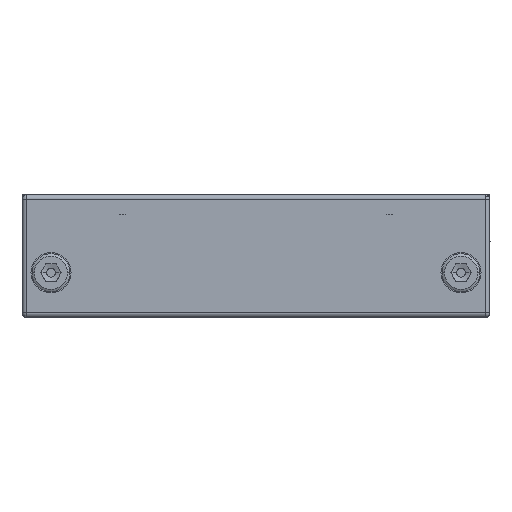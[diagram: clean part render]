
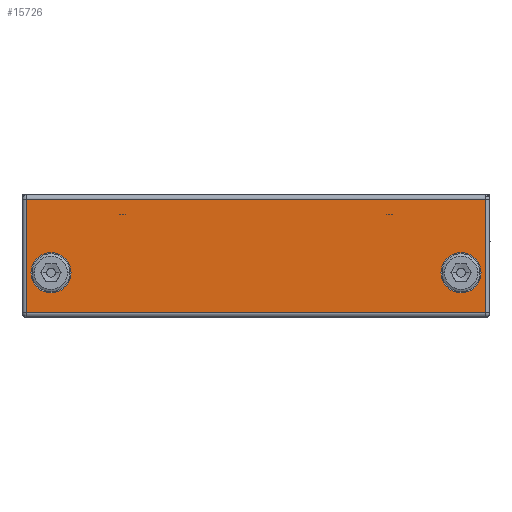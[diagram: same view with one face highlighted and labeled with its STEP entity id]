
A CAD part, left-side view. The second image highlights one B-rep face of the part: STEP entity #15726.
In plain terms, the highlighted planar face has unit normal (-1, 0, 0).
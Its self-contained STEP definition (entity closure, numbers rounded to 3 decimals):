
#14524=CARTESIAN_POINT('',(0.,41.5,10.));
#14525=VERTEX_POINT('',#14524);
#14534=CARTESIAN_POINT('',(0.,50.5,10.));
#14535=VERTEX_POINT('',#14534);
#14536=CARTESIAN_POINT('',(0.,46.0,10.));
#14537=DIRECTION('',(1.0,0.0,0.0));
#14538=DIRECTION('',(0.0,-1.0,0.0));
#14539=AXIS2_PLACEMENT_3D('',#14536,#14537,#14538);
#14540=CIRCLE('',#14539,4.5);
#14541=EDGE_CURVE('',#14535,#14525,#14540,.T.);
#14587=CARTESIAN_POINT('',(0.0,-41.5,10.));
#14588=VERTEX_POINT('',#14587);
#14597=CARTESIAN_POINT('',(0.,-50.5,10.));
#14598=VERTEX_POINT('',#14597);
#14599=CARTESIAN_POINT('',(0.0,-46.0,10.));
#14600=DIRECTION('',(1.0,0.0,0.0));
#14601=DIRECTION('',(0.0,1.0,0.0));
#14602=AXIS2_PLACEMENT_3D('',#14599,#14600,#14601);
#14603=CIRCLE('',#14602,4.5);
#14604=EDGE_CURVE('',#14598,#14588,#14603,.T.);
#15487=CARTESIAN_POINT('',(0.,-51.5,1.0));
#15488=VERTEX_POINT('',#15487);
#15504=CARTESIAN_POINT('',(0.,-51.5,26.5));
#15505=VERTEX_POINT('',#15504);
#15513=CARTESIAN_POINT('',(0.,-51.5,26.5));
#15514=DIRECTION('',(0.0,0.0,-1.0));
#15515=VECTOR('',#15514,25.5);
#15516=LINE('',#15513,#15515);
#15517=EDGE_CURVE('',#15505,#15488,#15516,.T.);
#15536=CARTESIAN_POINT('',(0.,51.5,26.5));
#15537=VERTEX_POINT('',#15536);
#15545=CARTESIAN_POINT('',(0.,51.5,26.5));
#15546=DIRECTION('',(0.0,-1.0,0.0));
#15547=VECTOR('',#15546,103.0);
#15548=LINE('',#15545,#15547);
#15549=EDGE_CURVE('',#15537,#15505,#15548,.T.);
#15567=CARTESIAN_POINT('',(0.,51.5,1.0));
#15568=VERTEX_POINT('',#15567);
#15576=CARTESIAN_POINT('',(0.,51.5,1.0));
#15577=DIRECTION('',(0.0,0.0,1.0));
#15578=VECTOR('',#15577,25.5);
#15579=LINE('',#15576,#15578);
#15580=EDGE_CURVE('',#15568,#15537,#15579,.T.);
#15616=CARTESIAN_POINT('',(0.,-51.5,1.));
#15617=DIRECTION('',(0.0,1.0,0.0));
#15618=VECTOR('',#15617,103.0);
#15619=LINE('',#15616,#15618);
#15620=EDGE_CURVE('',#15488,#15568,#15619,.T.);
#15695=CARTESIAN_POINT('',(0.,0.0,13.75));
#15696=DIRECTION('',(-1.0,0.0,0.0));
#15697=DIRECTION('',(0.0,-1.0,0.0));
#15698=AXIS2_PLACEMENT_3D('',#15695,#15696,#15697);
#15699=PLANE('',#15698);
#15700=ORIENTED_EDGE('',*,*,#15517,.F.);
#15701=ORIENTED_EDGE('',*,*,#15549,.F.);
#15702=ORIENTED_EDGE('',*,*,#15580,.F.);
#15703=ORIENTED_EDGE('',*,*,#15620,.F.);
#15704=EDGE_LOOP('',(#15700,#15701,#15702,#15703));
#15705=FACE_OUTER_BOUND('',#15704,.T.);
#15706=CARTESIAN_POINT('',(0.0,-46.0,10.));
#15707=DIRECTION('',(1.0,0.0,0.0));
#15708=DIRECTION('',(0.0,1.0,0.0));
#15709=AXIS2_PLACEMENT_3D('',#15706,#15707,#15708);
#15710=CIRCLE('',#15709,4.5);
#15711=EDGE_CURVE('',#14588,#14598,#15710,.T.);
#15712=ORIENTED_EDGE('',*,*,#15711,.T.);
#15713=ORIENTED_EDGE('',*,*,#14604,.T.);
#15714=EDGE_LOOP('',(#15712,#15713));
#15715=FACE_BOUND('',#15714,.T.);
#15716=CARTESIAN_POINT('',(0.,46.0,10.));
#15717=DIRECTION('',(1.0,0.0,0.0));
#15718=DIRECTION('',(0.0,-1.0,0.0));
#15719=AXIS2_PLACEMENT_3D('',#15716,#15717,#15718);
#15720=CIRCLE('',#15719,4.5);
#15721=EDGE_CURVE('',#14525,#14535,#15720,.T.);
#15722=ORIENTED_EDGE('',*,*,#15721,.T.);
#15723=ORIENTED_EDGE('',*,*,#14541,.T.);
#15724=EDGE_LOOP('',(#15722,#15723));
#15725=FACE_BOUND('',#15724,.T.);
#15726=ADVANCED_FACE('',(#15705,#15715,#15725),#15699,.T.);
